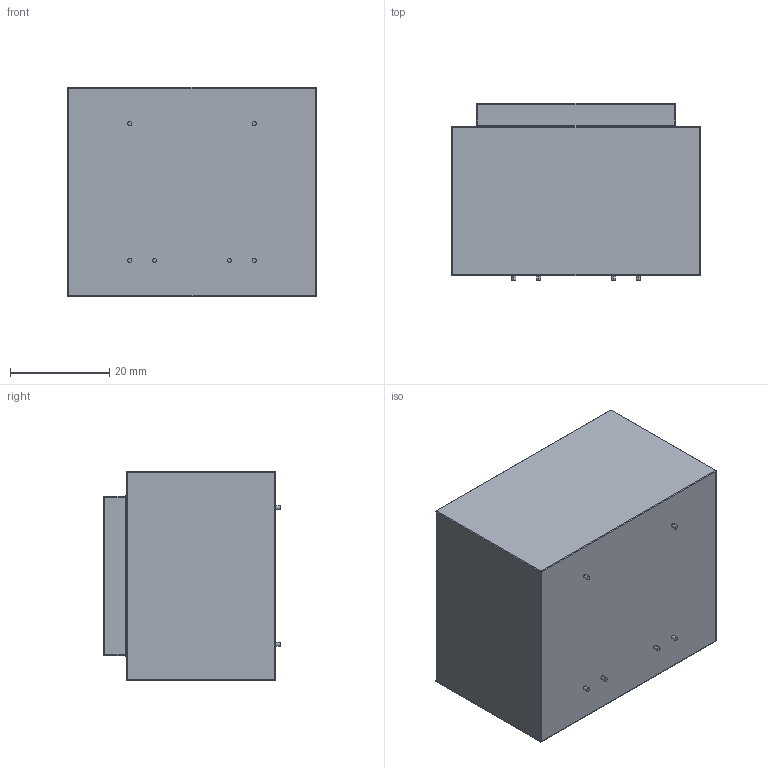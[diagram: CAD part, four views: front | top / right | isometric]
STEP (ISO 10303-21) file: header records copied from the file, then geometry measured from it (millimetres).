
FILE_DESCRIPTION (( 'STEP AP214' ), '1' );
FILE_NAME ('TR_MYRRA_44270 .STEP', '2013-01-28T15:29:37', ( 'Master' ), ( '' ), 'SwSTEP 2.0', 'SolidWorks 2010', '' );
FILE_SCHEMA (( 'AUTOMOTIVE_DESIGN' ));
Length unit declared in the file: millimetre
Products named in the file (1): TR_MYRRA_44270 
Bounding box: 49.9 x 35.6 x 42.1 mm (x, y, z)
Volume: 68914 mm3; surface area: 10330.9 mm2
Topology: 1 solids, 1 shells, 69 faces, 148 edges, 76 vertices
Faces by surface type: cylinder 36, plane 17, sphere 12, torus 4
Entity records: 1788 total; most frequent: DIRECTION 352, CARTESIAN_POINT 282, ORIENTED_EDGE 272, AXIS2_PLACEMENT_3D 146, EDGE_CURVE 136, CIRCLE 76, VERTEX_POINT 76, EDGE_LOOP 76
